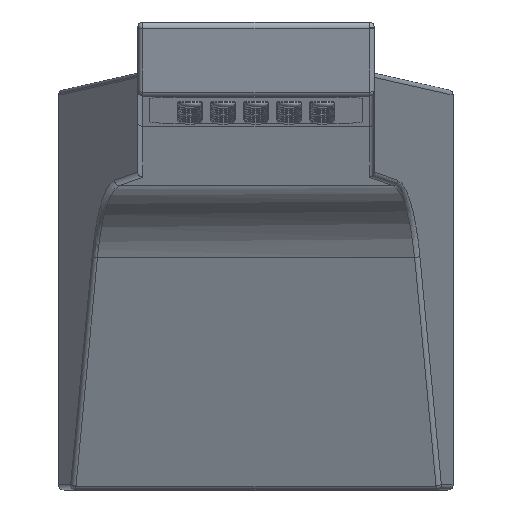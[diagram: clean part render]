
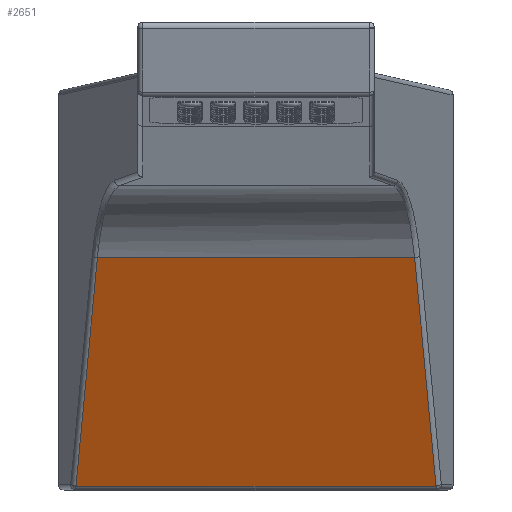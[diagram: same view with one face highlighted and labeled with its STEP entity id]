
A CAD part, top view. The second image highlights one B-rep face of the part: STEP entity #2651.
In plain terms, the highlighted planar face has unit normal (0, -0.423, 0.906).
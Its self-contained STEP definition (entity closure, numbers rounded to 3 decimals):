
#58 = EDGE_LOOP ( 'NONE', ( #3087, #1837, #1302, #2023 ) ) ;
#65 = VERTEX_POINT ( 'NONE', #2150 ) ;
#101 = DIRECTION ( 'NONE',  ( 1., 0., 0. ) ) ;
#270 = DIRECTION ( 'NONE',  ( 0., 0.423, -0.906 ) ) ;
#271 = VECTOR ( 'NONE', #2286, 1000. ) ;
#514 = DIRECTION ( 'NONE',  ( -0.085, -0.903, -0.421 ) ) ;
#816 = FACE_OUTER_BOUND ( 'NONE', #58, .T. ) ;
#1030 = LINE ( 'NONE', #1645, #2436 ) ;
#1302 = ORIENTED_EDGE ( 'NONE', *, *, #2915, .T. ) ;
#1314 = VERTEX_POINT ( 'NONE', #2145 ) ;
#1414 = CARTESIAN_POINT ( 'NONE',  ( 33., -1., 10.1 ) ) ;
#1437 = CARTESIAN_POINT ( 'NONE',  ( 33., 34.057, 26.447 ) ) ;
#1645 = CARTESIAN_POINT ( 'NONE',  ( -26.858, 3.624, 12.256 ) ) ;
#1837 = ORIENTED_EDGE ( 'NONE', *, *, #3541, .T. ) ;
#1876 = CARTESIAN_POINT ( 'NONE',  ( 27.334, -1.438, 9.896 ) ) ;
#2023 = ORIENTED_EDGE ( 'NONE', *, *, #2509, .T. ) ;
#2025 = LINE ( 'NONE', #1876, #3657 ) ;
#2037 = VECTOR ( 'NONE', #101, 1000. ) ;
#2068 = CARTESIAN_POINT ( 'NONE',  ( 33., -0.423, 10.369 ) ) ;
#2145 = CARTESIAN_POINT ( 'NONE',  ( -23.997, 34.057, 26.447 ) ) ;
#2150 = CARTESIAN_POINT ( 'NONE',  ( 23.997, 34.057, 26.447 ) ) ;
#2196 = EDGE_CURVE ( 'NONE', #2384, #3634, #3584, .T. ) ;
#2241 = DIRECTION ( 'NONE',  ( 0., 0.906, 0.423 ) ) ;
#2286 = DIRECTION ( 'NONE',  ( -1., 0., 0. ) ) ;
#2384 = VERTEX_POINT ( 'NONE', #2463 ) ;
#2436 = VECTOR ( 'NONE', #514, 1000. ) ;
#2463 = CARTESIAN_POINT ( 'NONE',  ( -27.239, -0.423, 10.369 ) ) ;
#2509 = EDGE_CURVE ( 'NONE', #1314, #2384, #1030, .T. ) ;
#2515 = LINE ( 'NONE', #1437, #271 ) ;
#2528 = AXIS2_PLACEMENT_3D ( 'NONE', #1414, #270, #2241 ) ;
#2651 = ADVANCED_FACE ( 'NONE', ( #816 ), #3381, .F. ) ;
#2915 = EDGE_CURVE ( 'NONE', #65, #1314, #2515, .T. ) ;
#2992 = DIRECTION ( 'NONE',  ( -0.085, 0.903, 0.421 ) ) ;
#3087 = ORIENTED_EDGE ( 'NONE', *, *, #2196, .T. ) ;
#3381 = PLANE ( 'NONE',  #2528 ) ;
#3541 = EDGE_CURVE ( 'NONE', #3634, #65, #2025, .T. ) ;
#3584 = LINE ( 'NONE', #2068, #2037 ) ;
#3617 = CARTESIAN_POINT ( 'NONE',  ( 27.239, -0.423, 10.369 ) ) ;
#3634 = VERTEX_POINT ( 'NONE', #3617 ) ;
#3657 = VECTOR ( 'NONE', #2992, 1000. ) ;
